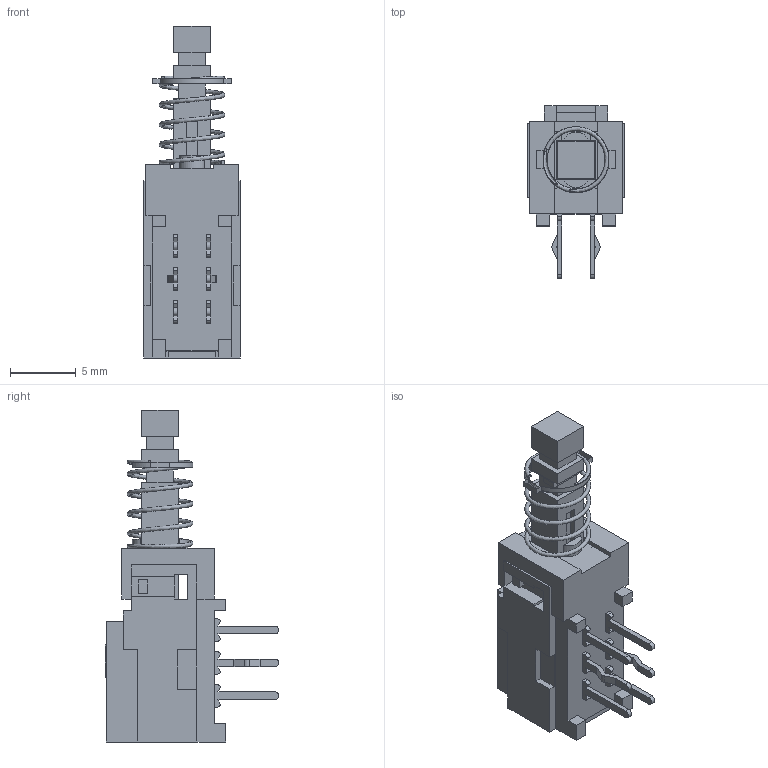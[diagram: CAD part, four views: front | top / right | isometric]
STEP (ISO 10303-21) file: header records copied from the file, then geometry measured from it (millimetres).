
FILE_DESCRIPTION((' '),'2;1');
FILE_NAME('PBH2UxxSNPNAGX.stp','2017-07-25T11:25:46',(' '),(' '),' ','ACIS',' ');
FILE_SCHEMA(('CONFIG_CONTROL_DESIGN'));
Length unit declared in the file: inch
Products named in the file (1): PBH2UxxSNPNAGX.stp
Bounding box: 7.3 x 13.15 x 25.2 mm (x, y, z)
Volume: 582.1 mm3; surface area: 1289.9 mm2
Topology: 1 solids, 1 shells, 312 faces, 923 edges, 610 vertices
Faces by surface type: plane 267, cylinder 43, bspline 2
Entity records: 11290 total; most frequent: CARTESIAN_POINT 2750, ORIENTED_EDGE 1850, DIRECTION 1618, EDGE_CURVE 925, VECTOR 816, LINE 816, VERTEX_POINT 610, AXIS2_PLACEMENT_3D 401
